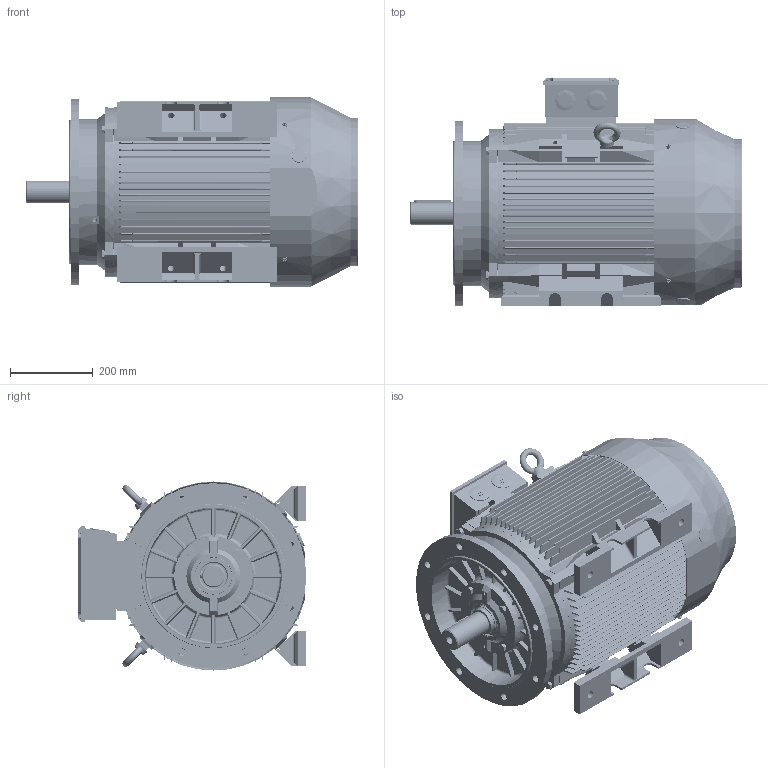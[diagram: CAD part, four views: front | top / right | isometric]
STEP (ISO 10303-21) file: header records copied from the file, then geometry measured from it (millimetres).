
FILE_DESCRIPTION (( 'STEP AP203' ), '1' );
FILE_NAME ('TC 225M-2 B35外形图.STEP', '2013-05-10T07:23:40', ( '微软用户' ), ( '微软中国' ), 'SwSTEP 2.0', 'SolidWorks 2008', '' );
FILE_SCHEMA (( 'CONFIG_CONTROL_DESIGN' ));
Length unit declared in the file: millimetre
Products named in the file (28): TC225M B5机座_默认; TC 225M-2 轴_默认; TC 225 轴承内盖_默认; 6313_默认; TC 200-225接线盒盖_默认; TC 200-225接线盒座_默认; M10-70_默认; 12_默认; 10_默认; TC 225 B5 端盖_默认; 平键16-90_默认; TC 225M-2 B35俋倛芞; TC225M 底脚_默认; TC 225 B3 端盖(后）_默认; TC 225 轴承外盖NDE_默认; TC 225M-2 转子_默认; TC 225 轴承外盖DE_默认; 油封65-90-10_默认; TC 225-4P 风叶_默认; TC 200-225接线盒_默认; M6-20_默认; 螺塞M40_默认; 铜油嘴_默认; 扣塞_默认; M12-45_默认; M6-10_默认; 吊环M16_默认; TC 225风罩_默认
Assembly tree (53 placements, depth 3):
  TC 225M-2 B35俋倛芞
    10_默认  x4
    TC 200-225接线盒_默认
      螺塞M40_默认  x2
      M6-20_默认  x4
      TC 200-225接线盒盖_默认
      TC 200-225接线盒座_默认
    12_默认  x4
    M6-10_默认  x4
    TC225M 底脚_默认  x2
    吊环M16_默认  x2
    TC 225-4P 风叶_默认
    平键16-90_默认
    M10-70_默认  x4
    M12-45_默认  x4
    TC 225 轴承内盖_默认  x2
    油封65-90-10_默认  x2
    TC 225 轴承外盖DE_默认
    TC 225 B3 端盖(后）_默认
    铜油嘴_默认  x2
    扣塞_默认  x2
    TC 225M-2 转子_默认
      6313_默认  x2
      TC 225M-2 轴_默认
    TC 225 轴承外盖NDE_默认
    TC 225 B5 端盖_默认
    TC225M B5机座_默认
    TC 225风罩_默认
Bounding box: 804.52 x 554 x 458.4 mm (x, y, z)
Volume: 23044722.6 mm3; surface area: 5385474.4 mm2
Topology: 53 solids, 54 shells, 8054 faces, 23270 edges, 15328 vertices
Faces by surface type: plane 3972, cylinder 3103, cone 425, torus 368, bspline 122, sphere 64
Entity records: 257888 total; most frequent: CARTESIAN_POINT 61758, ORIENTED_EDGE 41150, DIRECTION 39533, EDGE_CURVE 20575, AXIS2_PLACEMENT_3D 13746, VERTEX_POINT 13604, LINE 12041, VECTOR 12041
